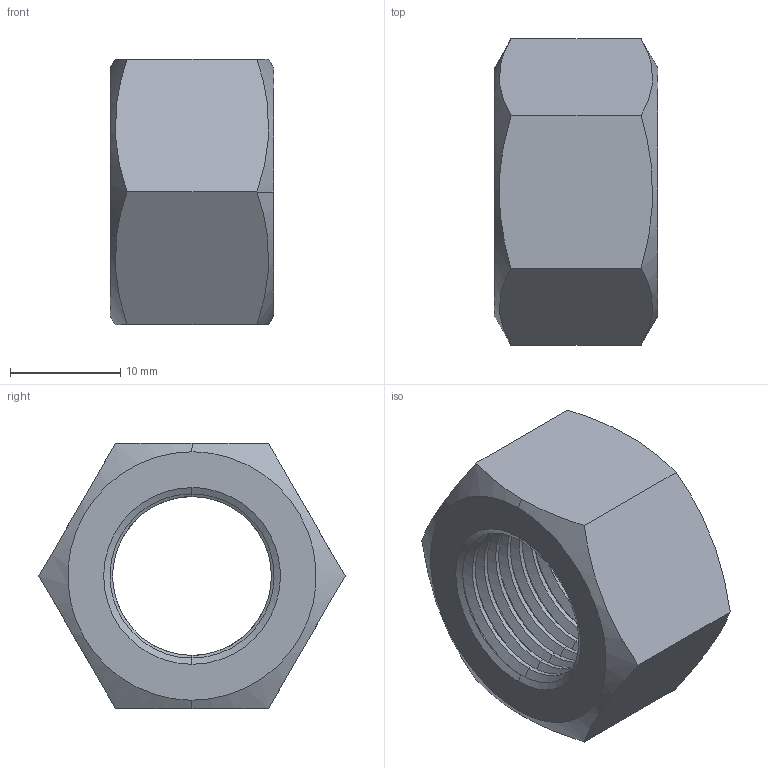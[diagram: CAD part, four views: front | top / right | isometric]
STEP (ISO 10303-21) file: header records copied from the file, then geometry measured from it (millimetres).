
FILE_DESCRIPTION (( 'STEP AP203' ), '1' );
FILE_NAME ('Aynalama33360_HEX NUT - ISO 8673 - M16 X 1.5.IGS_Default_sldprt.STEP', '2023-01-17T08:09:06', ( '' ), ( '' ), 'SwSTEP 2.0', 'SolidWorks 2019', '' );
FILE_SCHEMA (( 'CONFIG_CONTROL_DESIGN' ));
Length unit declared in the file: millimetre
Products named in the file (1): Aynalama33360_HEX NUT - ISO 8673 - M16 X 1.5.IGS_Default_sldprt
Bounding box: 14.8 x 27.72 x 24.01 mm (x, y, z)
Volume: 4643 mm3; surface area: 2878.2 mm2
Topology: 1 solids, 1 shells, 106 faces, 218 edges, 114 vertices
Faces by surface type: bspline 106
Entity records: 4300 total; most frequent: CARTESIAN_POINT 3029, ORIENTED_EDGE 436, EDGE_CURVE 218, VERTEX_POINT 114, EDGE_LOOP 108, FACE_OUTER_BOUND 106, ADVANCED_FACE 106, B_SPLINE_CURVE_WITH_KNOTS 89
